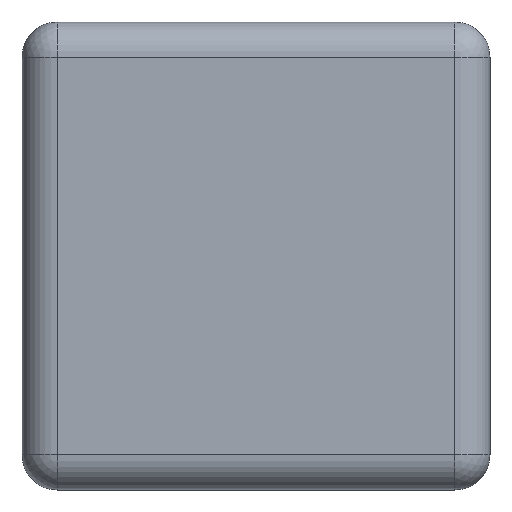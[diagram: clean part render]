
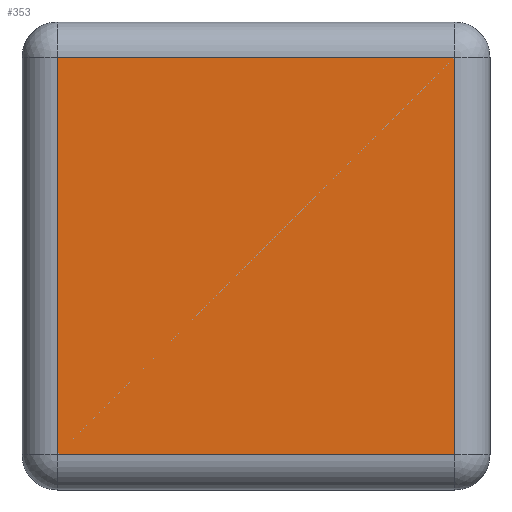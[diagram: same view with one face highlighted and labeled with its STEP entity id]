
A CAD part, front view. The second image highlights one B-rep face of the part: STEP entity #353.
In plain terms, the highlighted planar face has unit normal (0, -1, 0).
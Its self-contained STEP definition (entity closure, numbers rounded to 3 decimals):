
#15=PLANE('',#423);
#22=LINE('',#572,#46);
#24=LINE('',#596,#48);
#26=LINE('',#599,#50);
#44=LINE('',#647,#68);
#46=VECTOR('',#450,10.);
#48=VECTOR('',#478,10.);
#50=VECTOR('',#482,10.);
#68=VECTOR('',#542,10.);
#101=FACE_OUTER_BOUND('',#127,.T.);
#127=EDGE_LOOP('',(#301,#302,#303,#304));
#159=VERTEX_POINT('',#560);
#160=VERTEX_POINT('',#564);
#163=VERTEX_POINT('',#574);
#171=VERTEX_POINT('',#591);
#188=EDGE_CURVE('',#160,#159,#22,.T.);
#199=EDGE_CURVE('',#163,#171,#24,.T.);
#201=EDGE_CURVE('',#171,#160,#26,.T.);
#228=EDGE_CURVE('',#159,#163,#44,.T.);
#301=ORIENTED_EDGE('',*,*,#199,.F.);
#302=ORIENTED_EDGE('',*,*,#228,.F.);
#303=ORIENTED_EDGE('',*,*,#188,.F.);
#304=ORIENTED_EDGE('',*,*,#201,.F.);
#353=ADVANCED_FACE('',(#101),#15,.T.);
#423=AXIS2_PLACEMENT_3D('',#648,#543,#544);
#450=DIRECTION('',(0.,0.,1.));
#478=DIRECTION('',(0.,0.,-1.));
#482=DIRECTION('',(-1.,0.,0.));
#542=DIRECTION('',(1.,0.,0.));
#543=DIRECTION('center_axis',(0.,-1.,0.));
#544=DIRECTION('ref_axis',(1.,0.,0.));
#560=CARTESIAN_POINT('',(-17.,-20.,17.));
#564=CARTESIAN_POINT('',(-17.,-20.,-17.));
#572=CARTESIAN_POINT('',(-17.,-20.,0.));
#574=CARTESIAN_POINT('',(17.,-20.,17.));
#591=CARTESIAN_POINT('',(17.,-20.,-17.));
#596=CARTESIAN_POINT('',(17.,-20.,0.));
#599=CARTESIAN_POINT('',(-10.,-20.,-17.));
#647=CARTESIAN_POINT('',(-10.,-20.,17.));
#648=CARTESIAN_POINT('Origin',(-20.,-20.,0.));
